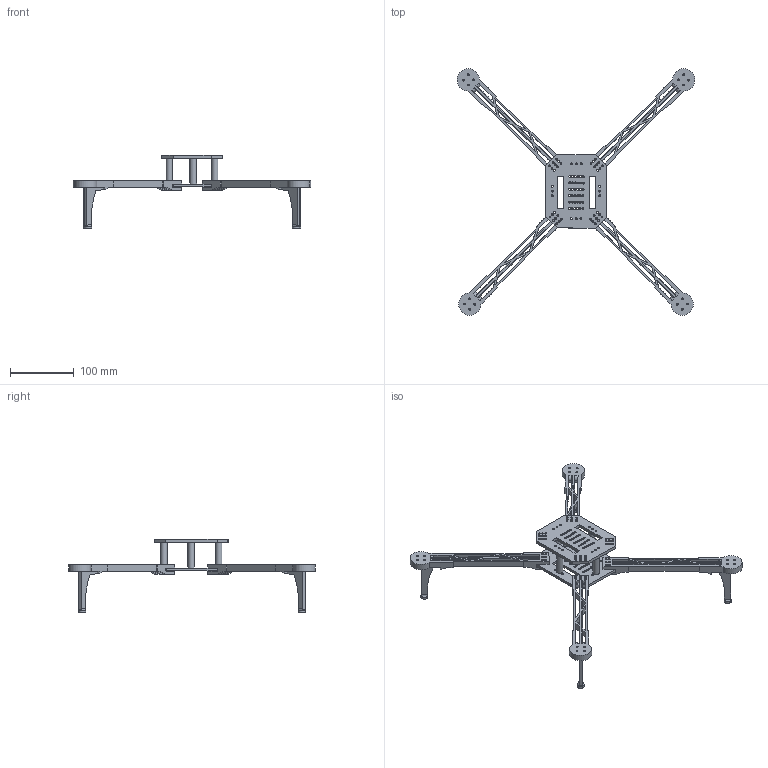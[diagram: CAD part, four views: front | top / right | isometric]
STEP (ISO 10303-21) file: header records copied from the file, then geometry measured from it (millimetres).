
FILE_DESCRIPTION(/* description */ ('','CAx-IF Rec.Pracs.---Representation and Presentation of Product Manufacturing Information (PMI)---4.0---2014-10-13'),/* implementation_level */ '2;1');
FILE_NAME(/* name */ '88075e05-dc38-40b2-8148-2873ff5ac32d.stp',/* time_stamp */ '2025-02-02T14:24:27Z',/* author */ (''),/* organization */ (''),/* preprocessor_version */ 'ST-DEVELOPER v20',/* originating_system */ 'Autodesk Translation Framework v13.20.0.188',/* authorisation */ '');
FILE_SCHEMA (('AP242_MANAGED_MODEL_BASED_3D_ENGINEERING_MIM_LF { 1 0 10303 442 1 1 4 }'));
Length unit declared in the file: millimetre
Products named in the file (3): drone1; L1 v3; pole v2
Assembly tree (5 placements, depth 2):
  drone1
    L1 v3
    pole v2  x4
Bounding box: 371.63 x 385.52 x 115 mm (x, y, z)
Volume: 258207.4 mm3; surface area: 151384.4 mm2
Topology: 10 solids, 10 shells, 640 faces, 1956 edges, 1296 vertices
Faces by surface type: cylinder 332, plane 300, bspline 8
Full cylindrical faces by diameter (mm): 3 x236, 10 x4, 11.18 x4
Entity records: 23856 total; most frequent: CARTESIAN_POINT 4850, ORIENTED_EDGE 3876, DIRECTION 3790, EDGE_CURVE 1938, VERTEX_POINT 1284, AXIS2_PLACEMENT_3D 1272, LINE 1246, VECTOR 1246
